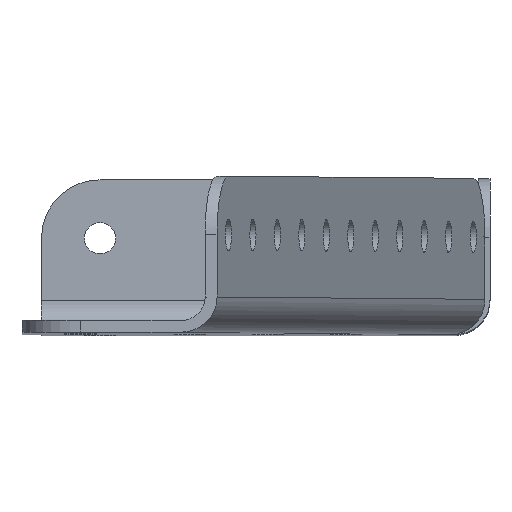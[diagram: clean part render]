
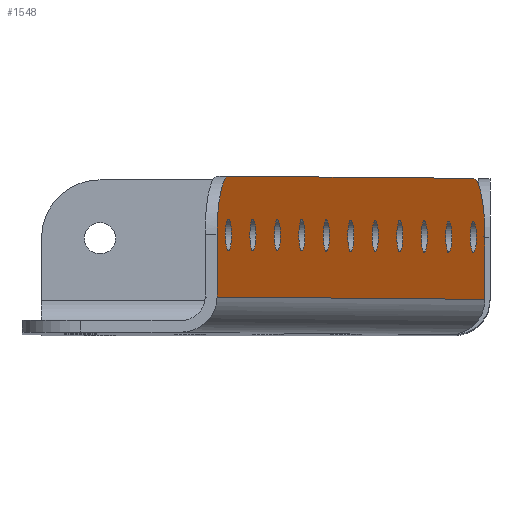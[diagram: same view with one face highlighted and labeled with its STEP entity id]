
A CAD part, top view. The second image highlights one B-rep face of the part: STEP entity #1548.
In plain terms, the highlighted planar face has unit normal (0.981, 0, 0.196).
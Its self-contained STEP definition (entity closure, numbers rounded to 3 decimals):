
#21=ELLIPSE('',#1726,7.649,7.5);
#46=FACE_BOUND('',#264,.T.);
#47=FACE_BOUND('',#265,.T.);
#48=FACE_BOUND('',#266,.T.);
#49=FACE_BOUND('',#267,.T.);
#50=FACE_BOUND('',#268,.T.);
#51=FACE_BOUND('',#269,.T.);
#52=FACE_BOUND('',#270,.T.);
#53=FACE_BOUND('',#271,.T.);
#54=FACE_BOUND('',#272,.T.);
#55=FACE_BOUND('',#273,.T.);
#56=FACE_BOUND('',#274,.T.);
#108=PLANE('',#1729);
#168=FACE_OUTER_BOUND('',#263,.T.);
#263=EDGE_LOOP('',(#1223,#1224,#1225,#1226,#1227,#1228));
#264=EDGE_LOOP('',(#1229));
#265=EDGE_LOOP('',(#1230));
#266=EDGE_LOOP('',(#1231));
#267=EDGE_LOOP('',(#1232));
#268=EDGE_LOOP('',(#1233));
#269=EDGE_LOOP('',(#1234));
#270=EDGE_LOOP('',(#1235));
#271=EDGE_LOOP('',(#1236));
#272=EDGE_LOOP('',(#1237));
#273=EDGE_LOOP('',(#1238));
#274=EDGE_LOOP('',(#1239));
#404=LINE('',#2540,#502);
#407=LINE('',#2546,#505);
#408=LINE('',#2548,#506);
#409=LINE('',#2550,#507);
#502=VECTOR('',#2102,10.);
#505=VECTOR('',#2107,10.);
#506=VECTOR('',#2108,10.);
#507=VECTOR('',#2109,10.);
#549=CIRCLE('',#1601,2.);
#591=CIRCLE('',#1664,2.);
#593=CIRCLE('',#1667,2.);
#595=CIRCLE('',#1670,2.);
#597=CIRCLE('',#1673,2.);
#599=CIRCLE('',#1676,2.);
#601=CIRCLE('',#1679,2.);
#603=CIRCLE('',#1682,2.);
#605=CIRCLE('',#1685,2.);
#607=CIRCLE('',#1688,2.);
#609=CIRCLE('',#1691,2.);
#632=CIRCLE('',#1730,7.5);
#657=VERTEX_POINT('',#2263);
#699=VERTEX_POINT('',#2389);
#701=VERTEX_POINT('',#2395);
#703=VERTEX_POINT('',#2401);
#705=VERTEX_POINT('',#2407);
#707=VERTEX_POINT('',#2413);
#709=VERTEX_POINT('',#2419);
#711=VERTEX_POINT('',#2425);
#713=VERTEX_POINT('',#2431);
#715=VERTEX_POINT('',#2437);
#717=VERTEX_POINT('',#2443);
#749=VERTEX_POINT('',#2530);
#750=VERTEX_POINT('',#2531);
#753=VERTEX_POINT('',#2539);
#755=VERTEX_POINT('',#2545);
#756=VERTEX_POINT('',#2547);
#757=VERTEX_POINT('',#2549);
#802=EDGE_CURVE('',#657,#657,#549,.T.);
#865=EDGE_CURVE('',#699,#699,#591,.T.);
#868=EDGE_CURVE('',#701,#701,#593,.T.);
#871=EDGE_CURVE('',#703,#703,#595,.T.);
#874=EDGE_CURVE('',#705,#705,#597,.T.);
#877=EDGE_CURVE('',#707,#707,#599,.T.);
#880=EDGE_CURVE('',#709,#709,#601,.T.);
#883=EDGE_CURVE('',#711,#711,#603,.T.);
#886=EDGE_CURVE('',#713,#713,#605,.T.);
#889=EDGE_CURVE('',#715,#715,#607,.T.);
#892=EDGE_CURVE('',#717,#717,#609,.T.);
#935=EDGE_CURVE('',#749,#750,#21,.T.);
#939=EDGE_CURVE('',#750,#753,#404,.T.);
#942=EDGE_CURVE('',#755,#749,#407,.T.);
#943=EDGE_CURVE('',#756,#755,#408,.T.);
#944=EDGE_CURVE('',#756,#757,#409,.T.);
#945=EDGE_CURVE('',#753,#757,#632,.T.);
#1223=ORIENTED_EDGE('',*,*,#935,.F.);
#1224=ORIENTED_EDGE('',*,*,#942,.F.);
#1225=ORIENTED_EDGE('',*,*,#943,.F.);
#1226=ORIENTED_EDGE('',*,*,#944,.T.);
#1227=ORIENTED_EDGE('',*,*,#945,.F.);
#1228=ORIENTED_EDGE('',*,*,#939,.F.);
#1229=ORIENTED_EDGE('',*,*,#802,.T.);
#1230=ORIENTED_EDGE('',*,*,#865,.T.);
#1231=ORIENTED_EDGE('',*,*,#868,.T.);
#1232=ORIENTED_EDGE('',*,*,#871,.T.);
#1233=ORIENTED_EDGE('',*,*,#874,.T.);
#1234=ORIENTED_EDGE('',*,*,#877,.T.);
#1235=ORIENTED_EDGE('',*,*,#880,.T.);
#1236=ORIENTED_EDGE('',*,*,#883,.T.);
#1237=ORIENTED_EDGE('',*,*,#886,.T.);
#1238=ORIENTED_EDGE('',*,*,#889,.T.);
#1239=ORIENTED_EDGE('',*,*,#892,.T.);
#1548=ADVANCED_FACE('',(#168,#46,#47,#48,#49,#50,#51,#52,#53,#54,#55,#56),
#108,.T.);
#1601=AXIS2_PLACEMENT_3D('',#2264,#1794,#1795);
#1664=AXIS2_PLACEMENT_3D('',#2390,#1941,#1942);
#1667=AXIS2_PLACEMENT_3D('',#2396,#1948,#1949);
#1670=AXIS2_PLACEMENT_3D('',#2402,#1955,#1956);
#1673=AXIS2_PLACEMENT_3D('',#2408,#1962,#1963);
#1676=AXIS2_PLACEMENT_3D('',#2414,#1969,#1970);
#1679=AXIS2_PLACEMENT_3D('',#2420,#1976,#1977);
#1682=AXIS2_PLACEMENT_3D('',#2426,#1983,#1984);
#1685=AXIS2_PLACEMENT_3D('',#2432,#1990,#1991);
#1688=AXIS2_PLACEMENT_3D('',#2438,#1997,#1998);
#1691=AXIS2_PLACEMENT_3D('',#2444,#2004,#2005);
#1726=AXIS2_PLACEMENT_3D('',#2532,#2094,#2095);
#1729=AXIS2_PLACEMENT_3D('',#2544,#2105,#2106);
#1730=AXIS2_PLACEMENT_3D('',#2551,#2110,#2111);
#1794=DIRECTION('center_axis',(-0.981,0.,-0.196));
#1795=DIRECTION('ref_axis',(0.196,0.,-0.981));
#1941=DIRECTION('center_axis',(-0.981,0.,-0.196));
#1942=DIRECTION('ref_axis',(0.196,0.,-0.981));
#1948=DIRECTION('center_axis',(-0.981,0.,-0.196));
#1949=DIRECTION('ref_axis',(0.196,0.,-0.981));
#1955=DIRECTION('center_axis',(-0.981,0.,-0.196));
#1956=DIRECTION('ref_axis',(0.196,0.,-0.981));
#1962=DIRECTION('center_axis',(-0.981,0.,-0.196));
#1963=DIRECTION('ref_axis',(0.196,0.,-0.981));
#1969=DIRECTION('center_axis',(-0.981,0.,-0.196));
#1970=DIRECTION('ref_axis',(0.196,0.,-0.981));
#1976=DIRECTION('center_axis',(-0.981,0.,-0.196));
#1977=DIRECTION('ref_axis',(0.196,0.,-0.981));
#1983=DIRECTION('center_axis',(-0.981,0.,-0.196));
#1984=DIRECTION('ref_axis',(0.196,0.,-0.981));
#1990=DIRECTION('center_axis',(-0.981,0.,-0.196));
#1991=DIRECTION('ref_axis',(0.196,0.,-0.981));
#1997=DIRECTION('center_axis',(-0.981,0.,-0.196));
#1998=DIRECTION('ref_axis',(0.196,0.,-0.981));
#2004=DIRECTION('center_axis',(-0.981,0.,-0.196));
#2005=DIRECTION('ref_axis',(0.196,0.,-0.981));
#2094=DIRECTION('center_axis',(-0.981,0.,-0.196));
#2095=DIRECTION('ref_axis',(-0.196,0.,0.981));
#2102=DIRECTION('',(0.196,0.,-0.981));
#2105=DIRECTION('center_axis',(0.981,0.,0.196));
#2106=DIRECTION('ref_axis',(0.196,0.,-0.981));
#2107=DIRECTION('',(0.,1.,0.));
#2108=DIRECTION('',(-0.196,0.,0.981));
#2109=DIRECTION('',(0.,1.,0.));
#2110=DIRECTION('center_axis',(-0.981,0.,-0.196));
#2111=DIRECTION('ref_axis',(0.139,0.707,-0.693));
#2263=CARTESIAN_POINT('',(57.481,12.5,-162.403));
#2264=CARTESIAN_POINT('Origin',(57.873,12.5,-164.364));
#2389=CARTESIAN_POINT('',(54.319,12.5,-146.597));
#2390=CARTESIAN_POINT('Origin',(54.712,12.5,-148.558));
#2395=CARTESIAN_POINT('',(51.182,12.5,-130.908));
#2396=CARTESIAN_POINT('Origin',(51.574,12.5,-132.869));
#2401=CARTESIAN_POINT('',(48.044,12.5,-115.218));
#2402=CARTESIAN_POINT('Origin',(48.436,12.5,-117.179));
#2407=CARTESIAN_POINT('',(44.906,12.5,-99.529));
#2408=CARTESIAN_POINT('Origin',(45.298,12.5,-101.49));
#2413=CARTESIAN_POINT('',(41.768,12.5,-83.84));
#2414=CARTESIAN_POINT('Origin',(42.16,12.5,-85.801));
#2419=CARTESIAN_POINT('',(38.63,12.5,-68.15));
#2420=CARTESIAN_POINT('Origin',(39.022,12.5,-70.112));
#2425=CARTESIAN_POINT('',(35.492,12.5,-52.461));
#2426=CARTESIAN_POINT('Origin',(35.884,12.5,-54.422));
#2431=CARTESIAN_POINT('',(32.354,12.5,-36.772));
#2432=CARTESIAN_POINT('Origin',(32.747,12.5,-38.733));
#2437=CARTESIAN_POINT('',(29.216,12.5,-21.082));
#2438=CARTESIAN_POINT('Origin',(29.609,12.5,-23.044));
#2443=CARTESIAN_POINT('',(26.079,12.5,-5.393));
#2444=CARTESIAN_POINT('Origin',(26.471,12.5,-7.354));
#2530=CARTESIAN_POINT('',(25.,12.5,0.));
#2531=CARTESIAN_POINT('',(26.5,20.,-7.5));
#2532=CARTESIAN_POINT('Origin',(26.5,12.5,-7.5));
#2539=CARTESIAN_POINT('',(57.873,20.,-164.364));
#2540=CARTESIAN_POINT('',(25.,20.,0.));
#2544=CARTESIAN_POINT('Origin',(25.,0.,0.));
#2545=CARTESIAN_POINT('',(25.,4.5,0.));
#2546=CARTESIAN_POINT('',(25.,0.,0.));
#2547=CARTESIAN_POINT('',(59.344,4.5,-171.718));
#2548=CARTESIAN_POINT('',(38.317,4.5,-66.587));
#2549=CARTESIAN_POINT('',(59.344,12.5,-171.718));
#2550=CARTESIAN_POINT('',(59.344,0.,-171.718));
#2551=CARTESIAN_POINT('Origin',(57.873,12.5,-164.364));
